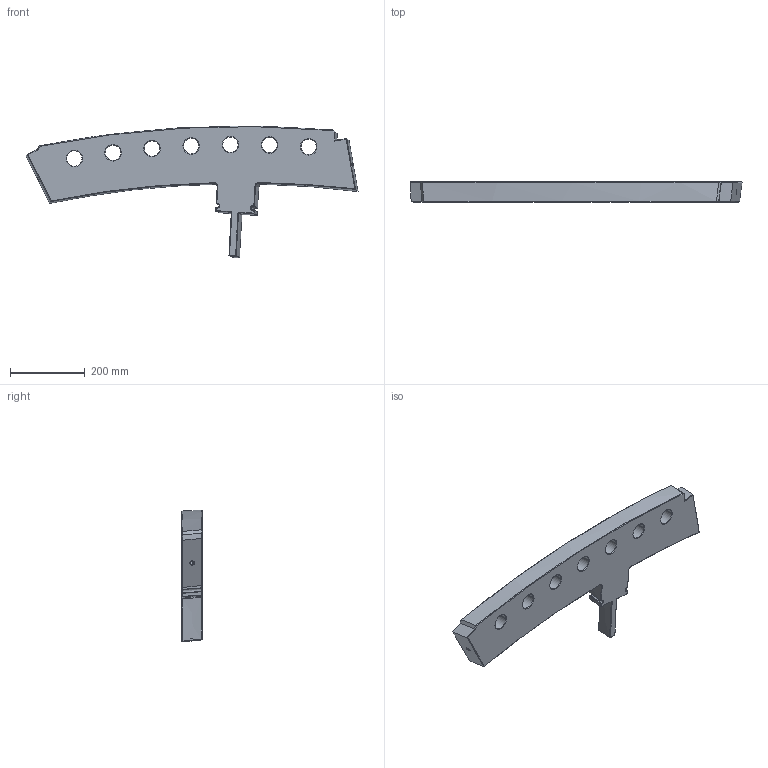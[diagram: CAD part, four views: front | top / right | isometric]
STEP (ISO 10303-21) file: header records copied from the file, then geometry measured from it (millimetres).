
FILE_DESCRIPTION((''),'2;1');
FILE_NAME('SE141-053','2006-06-21T',('xdw'),('ORNL/UT-Battelle'),'PRO/ENGINEER BY PARAMETRIC TECHNOLOGY CORPORATION, 2005310','PRO/ENGINEER BY PARAMETRIC TECHNOLOGY CORPORATION, 2005310','');
FILE_SCHEMA(('CONFIG_CONTROL_DESIGN'));
Length unit declared in the file: inch
Products named in the file (1): SE141-053
Bounding box: 890.8 x 53.98 x 353.68 mm (x, y, z)
Volume: 6971654.8 mm3; surface area: 434907.5 mm2
Topology: 1 solids, 1 shells, 162 faces, 381 edges, 219 vertices
Faces by surface type: bspline 103, cone 34, cylinder 22, plane 3
Entity records: 7316 total; most frequent: CARTESIAN_POINT 4280, ORIENTED_EDGE 750, EDGE_CURVE 375, DIRECTION 355, VERTEX_POINT 219, B_SPLINE_CURVE_WITH_KNOTS 204, EDGE_LOOP 180, FACE_OUTER_BOUND 162
